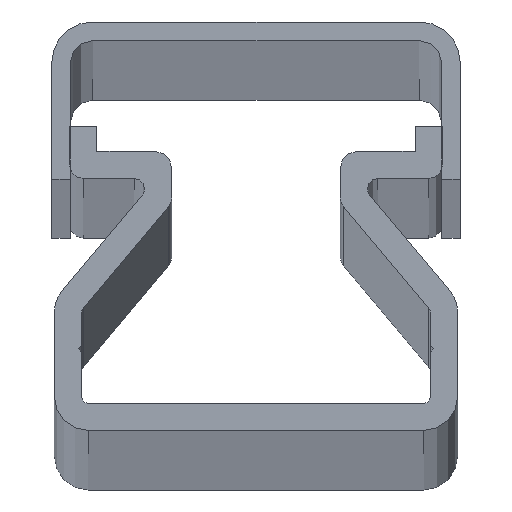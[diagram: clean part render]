
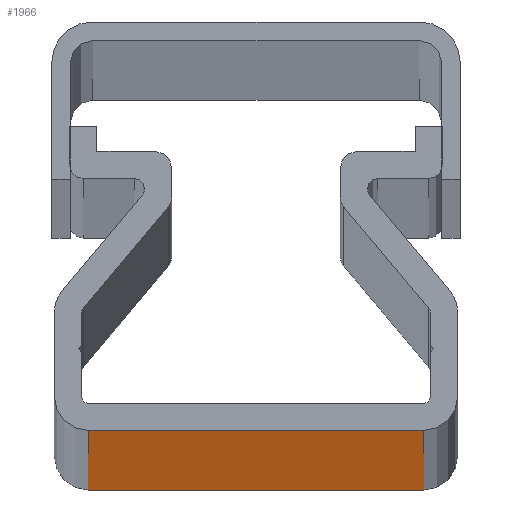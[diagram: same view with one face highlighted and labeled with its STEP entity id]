
A CAD part, top view. The second image highlights one B-rep face of the part: STEP entity #1966.
In plain terms, the highlighted planar face has unit normal (0, -1, 0).
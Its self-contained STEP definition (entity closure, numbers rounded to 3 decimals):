
#43 = ORIENTED_EDGE ( 'NONE', *, *, #1264, .T. ) ;
#53 = EDGE_CURVE ( 'NONE', #872, #2258, #174, .T. ) ;
#152 = DIRECTION ( 'NONE',  ( 1., 0., 0. ) ) ;
#174 = LINE ( 'NONE', #2225, #1481 ) ;
#211 = DIRECTION ( 'NONE',  ( 0., 0., -1. ) ) ;
#282 = ORIENTED_EDGE ( 'NONE', *, *, #2283, .T. ) ;
#289 = CARTESIAN_POINT ( 'NONE',  ( -9.85, 0., 0. ) ) ;
#433 = LINE ( 'NONE', #2960, #1666 ) ;
#437 = CARTESIAN_POINT ( 'NONE',  ( -9.85, 0., 0. ) ) ;
#488 = CARTESIAN_POINT ( 'NONE',  ( -9.85, 0., -2000. ) ) ;
#723 = CARTESIAN_POINT ( 'NONE',  ( 9.85, 0., -2000. ) ) ;
#737 = DIRECTION ( 'NONE',  ( -1., 0., 0. ) ) ;
#833 = VECTOR ( 'NONE', #737, 1000. ) ;
#845 = CARTESIAN_POINT ( 'NONE',  ( -9.85, 0., -2000. ) ) ;
#872 = VERTEX_POINT ( 'NONE', #723 ) ;
#1264 = EDGE_CURVE ( 'NONE', #1518, #2097, #433, .T. ) ;
#1360 = DIRECTION ( 'NONE',  ( 0., 0., -1. ) ) ;
#1377 = PLANE ( 'NONE',  #2292 ) ;
#1419 = ORIENTED_EDGE ( 'NONE', *, *, #2475, .T. ) ;
#1469 = EDGE_LOOP ( 'NONE', ( #43, #1419, #2933, #282 ) ) ;
#1481 = VECTOR ( 'NONE', #2010, 1000. ) ;
#1518 = VERTEX_POINT ( 'NONE', #289 ) ;
#1666 = VECTOR ( 'NONE', #1360, 1000. ) ;
#1824 = DIRECTION ( 'NONE',  ( 0., -1., 0. ) ) ;
#1966 = ADVANCED_FACE ( 'NONE', ( #2278 ), #1377, .T. ) ;
#2010 = DIRECTION ( 'NONE',  ( 0., 0., 1. ) ) ;
#2093 = VECTOR ( 'NONE', #152, 1000. ) ;
#2097 = VERTEX_POINT ( 'NONE', #845 ) ;
#2225 = CARTESIAN_POINT ( 'NONE',  ( 9.85, 0., 0. ) ) ;
#2258 = VERTEX_POINT ( 'NONE', #2391 ) ;
#2278 = FACE_OUTER_BOUND ( 'NONE', #1469, .T. ) ;
#2283 = EDGE_CURVE ( 'NONE', #2258, #1518, #2600, .T. ) ;
#2292 = AXIS2_PLACEMENT_3D ( 'NONE', #437, #1824, #211 ) ;
#2362 = CARTESIAN_POINT ( 'NONE',  ( -9.85, 0., 0. ) ) ;
#2391 = CARTESIAN_POINT ( 'NONE',  ( 9.85, 0., 0. ) ) ;
#2475 = EDGE_CURVE ( 'NONE', #2097, #872, #2709, .T. ) ;
#2600 = LINE ( 'NONE', #2362, #833 ) ;
#2709 = LINE ( 'NONE', #488, #2093 ) ;
#2933 = ORIENTED_EDGE ( 'NONE', *, *, #53, .T. ) ;
#2960 = CARTESIAN_POINT ( 'NONE',  ( -9.85, 0., 0. ) ) ;
